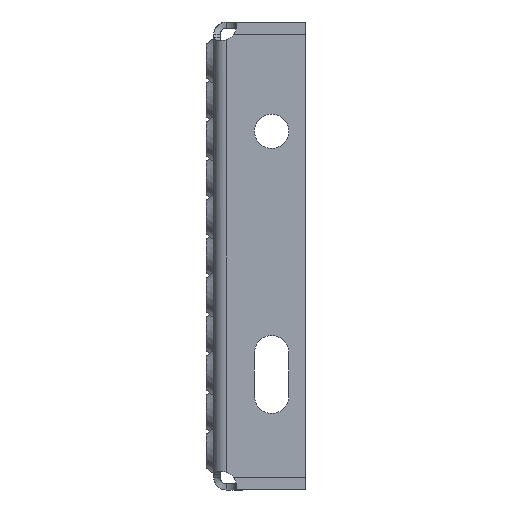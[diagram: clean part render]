
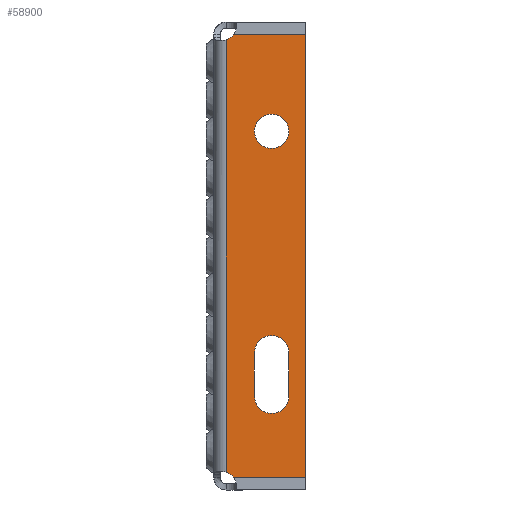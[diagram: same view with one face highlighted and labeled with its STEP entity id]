
A CAD part, left-side view. The second image highlights one B-rep face of the part: STEP entity #58900.
In plain terms, the highlighted planar face has unit normal (-1, 0, 0).
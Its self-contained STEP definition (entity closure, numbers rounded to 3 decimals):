
#732 = CARTESIAN_POINT ( 'NONE',  ( -200., -18.498, -45. ) ) ;
#784 = ORIENTED_EDGE ( 'NONE', *, *, #34076, .F. ) ;
#830 = CARTESIAN_POINT ( 'NONE',  ( -200., -6.288, 71. ) ) ;
#1728 = LINE ( 'NONE', #52130, #13184 ) ;
#2597 = CARTESIAN_POINT ( 'NONE',  ( -200., -4., -69.302 ) ) ;
#2742 = EDGE_CURVE ( 'NONE', #26417, #27011, #4297, .T. ) ;
#3647 = DIRECTION ( 'NONE',  ( 0., 0., 1. ) ) ;
#3730 = AXIS2_PLACEMENT_3D ( 'NONE', #36511, #7326, #41375 ) ;
#4297 = LINE ( 'NONE', #7206, #41632 ) ;
#5368 = CARTESIAN_POINT ( 'NONE',  ( -200., -12.998, -45. ) ) ;
#5448 = EDGE_CURVE ( 'NONE', #41182, #13845, #20014, .T. ) ;
#5661 = DIRECTION ( 'NONE',  ( 0., -1., 0. ) ) ;
#5685 = AXIS2_PLACEMENT_3D ( 'NONE', #54004, #24788, #58906 ) ;
#6709 = ORIENTED_EDGE ( 'NONE', *, *, #25189, .F. ) ;
#7206 = CARTESIAN_POINT ( 'NONE',  ( -200., -23.998, -74. ) ) ;
#7326 = DIRECTION ( 'NONE',  ( -1., 0., 0. ) ) ;
#7413 = DIRECTION ( 'NONE',  ( 0., 0., 1. ) ) ;
#9203 = CARTESIAN_POINT ( 'NONE',  ( -200., -18.498, 40. ) ) ;
#10334 = LINE ( 'NONE', #20975, #36259 ) ;
#10457 = DIRECTION ( 'NONE',  ( 0., 0., -1. ) ) ;
#10680 = CARTESIAN_POINT ( 'NONE',  ( -200., -23.998, -45. ) ) ;
#12907 = DIRECTION ( 'NONE',  ( 1., 0., 0. ) ) ;
#13184 = VECTOR ( 'NONE', #32712, 1000. ) ;
#13845 = VERTEX_POINT ( 'NONE', #45800 ) ;
#14098 = DIRECTION ( 'NONE',  ( 0., -1., 0. ) ) ;
#14412 = EDGE_CURVE ( 'NONE', #31429, #16881, #10334, .T. ) ;
#14588 = AXIS2_PLACEMENT_3D ( 'NONE', #732, #34846, #5661 ) ;
#16867 = CARTESIAN_POINT ( 'NONE',  ( -200., -2.288, -71. ) ) ;
#16881 = VERTEX_POINT ( 'NONE', #830 ) ;
#17064 = ORIENTED_EDGE ( 'NONE', *, *, #23703, .F. ) ;
#17556 = CARTESIAN_POINT ( 'NONE',  ( -200., -4., 69.302 ) ) ;
#18692 = AXIS2_PLACEMENT_3D ( 'NONE', #42412, #32839, #3647 ) ;
#19749 = CARTESIAN_POINT ( 'NONE',  ( -200., -29.498, -71. ) ) ;
#20014 = CIRCLE ( 'NONE', #46767, 5. ) ;
#20917 = EDGE_LOOP ( 'NONE', ( #37448, #52526, #17064, #784 ) ) ;
#20975 = CARTESIAN_POINT ( 'NONE',  ( -200., -2.288, 71. ) ) ;
#22203 = VERTEX_POINT ( 'NONE', #23467 ) ;
#23155 = FACE_BOUND ( 'NONE', #20917, .T. ) ;
#23467 = CARTESIAN_POINT ( 'NONE',  ( -200., -23.998, 40. ) ) ;
#23703 = EDGE_CURVE ( 'NONE', #31889, #26417, #45177, .T. ) ;
#24079 = EDGE_LOOP ( 'NONE', ( #6709, #35070, #27774, #42019, #35432, #30577 ) ) ;
#24788 = DIRECTION ( 'NONE',  ( -1., 0., 0. ) ) ;
#24802 = VECTOR ( 'NONE', #10457, 1000. ) ;
#25189 = EDGE_CURVE ( 'NONE', #41182, #47005, #60234, .T. ) ;
#25861 = DIRECTION ( 'NONE',  ( 0., 1., 0. ) ) ;
#26281 = CIRCLE ( 'NONE', #61526, 5. ) ;
#26417 = VERTEX_POINT ( 'NONE', #10680 ) ;
#27011 = VERTEX_POINT ( 'NONE', #29956 ) ;
#27774 = ORIENTED_EDGE ( 'NONE', *, *, #49028, .F. ) ;
#27932 = CARTESIAN_POINT ( 'NONE',  ( -200., -12.998, 40. ) ) ;
#28400 = CARTESIAN_POINT ( 'NONE',  ( -200., -2.288, 74. ) ) ;
#29425 = EDGE_LOOP ( 'NONE', ( #42790, #30108 ) ) ;
#29956 = CARTESIAN_POINT ( 'NONE',  ( -200., -23.998, -31. ) ) ;
#30108 = ORIENTED_EDGE ( 'NONE', *, *, #51002, .F. ) ;
#30577 = ORIENTED_EDGE ( 'NONE', *, *, #58342, .T. ) ;
#31300 = VERTEX_POINT ( 'NONE', #19749 ) ;
#31429 = VERTEX_POINT ( 'NONE', #40586 ) ;
#31889 = VERTEX_POINT ( 'NONE', #5368 ) ;
#32712 = DIRECTION ( 'NONE',  ( 0., 0., 1. ) ) ;
#32839 = DIRECTION ( 'NONE',  ( -1., 0., 0. ) ) ;
#33343 = DIRECTION ( 'NONE',  ( 0., 0., 1. ) ) ;
#34076 = EDGE_CURVE ( 'NONE', #41596, #31889, #39305, .T. ) ;
#34846 = DIRECTION ( 'NONE',  ( -1., 0., 0. ) ) ;
#35070 = ORIENTED_EDGE ( 'NONE', *, *, #5448, .T. ) ;
#35432 = ORIENTED_EDGE ( 'NONE', *, *, #14412, .T. ) ;
#36259 = VECTOR ( 'NONE', #25861, 1000. ) ;
#36511 = CARTESIAN_POINT ( 'NONE',  ( -200., -18.498, -31. ) ) ;
#37448 = ORIENTED_EDGE ( 'NONE', *, *, #62215, .F. ) ;
#38044 = CARTESIAN_POINT ( 'NONE',  ( -200., -4., -74. ) ) ;
#39168 = FACE_OUTER_BOUND ( 'NONE', #24079, .T. ) ;
#39305 = LINE ( 'NONE', #39621, #24802 ) ;
#39621 = CARTESIAN_POINT ( 'NONE',  ( -200., -12.998, -74. ) ) ;
#40586 = CARTESIAN_POINT ( 'NONE',  ( -200., -29.498, 71. ) ) ;
#41182 = VERTEX_POINT ( 'NONE', #2597 ) ;
#41375 = DIRECTION ( 'NONE',  ( 0., -1., 0. ) ) ;
#41596 = VERTEX_POINT ( 'NONE', #58767 ) ;
#41632 = VECTOR ( 'NONE', #7413, 1000. ) ;
#42019 = ORIENTED_EDGE ( 'NONE', *, *, #44413, .T. ) ;
#42052 = CARTESIAN_POINT ( 'NONE',  ( -200., -2.288, -74. ) ) ;
#42412 = CARTESIAN_POINT ( 'NONE',  ( -200., -2.288, -74. ) ) ;
#42790 = ORIENTED_EDGE ( 'NONE', *, *, #52632, .F. ) ;
#42934 = DIRECTION ( 'NONE',  ( 0., 0., 1. ) ) ;
#43272 = DIRECTION ( 'NONE',  ( -1., 0., 0. ) ) ;
#44413 = EDGE_CURVE ( 'NONE', #31300, #31429, #1728, .T. ) ;
#45177 = CIRCLE ( 'NONE', #14588, 5.5 ) ;
#45611 = CIRCLE ( 'NONE', #57187, 5.5 ) ;
#45800 = CARTESIAN_POINT ( 'NONE',  ( -200., -6.288, -71. ) ) ;
#45960 = VECTOR ( 'NONE', #46039, 1000. ) ;
#46039 = DIRECTION ( 'NONE',  ( 0., 1., 0. ) ) ;
#46767 = AXIS2_PLACEMENT_3D ( 'NONE', #42052, #12907, #46982 ) ;
#46982 = DIRECTION ( 'NONE',  ( 0., 0., 1. ) ) ;
#47005 = VERTEX_POINT ( 'NONE', #17556 ) ;
#48766 = VECTOR ( 'NONE', #42934, 1000. ) ;
#49028 = EDGE_CURVE ( 'NONE', #31300, #13845, #60446, .T. ) ;
#51002 = EDGE_CURVE ( 'NONE', #22203, #51423, #56451, .T. ) ;
#51423 = VERTEX_POINT ( 'NONE', #27932 ) ;
#52130 = CARTESIAN_POINT ( 'NONE',  ( -200., -29.498, -75. ) ) ;
#52247 = PLANE ( 'NONE',  #18692 ) ;
#52526 = ORIENTED_EDGE ( 'NONE', *, *, #2742, .F. ) ;
#52632 = EDGE_CURVE ( 'NONE', #51423, #22203, #45611, .T. ) ;
#53333 = CIRCLE ( 'NONE', #3730, 5.5 ) ;
#54004 = CARTESIAN_POINT ( 'NONE',  ( -200., -18.498, 40. ) ) ;
#56451 = CIRCLE ( 'NONE', #5685, 5.5 ) ;
#57187 = AXIS2_PLACEMENT_3D ( 'NONE', #9203, #43272, #14098 ) ;
#58342 = EDGE_CURVE ( 'NONE', #16881, #47005, #26281, .T. ) ;
#58767 = CARTESIAN_POINT ( 'NONE',  ( -200., -12.998, -31. ) ) ;
#58900 = ADVANCED_FACE ( 'NONE', ( #23155, #62078, #39168 ), #52247, .T. ) ;
#58906 = DIRECTION ( 'NONE',  ( 0., -1., 0. ) ) ;
#60234 = LINE ( 'NONE', #38044, #48766 ) ;
#60446 = LINE ( 'NONE', #16867, #45960 ) ;
#61526 = AXIS2_PLACEMENT_3D ( 'NONE', #28400, #62552, #33343 ) ;
#62078 = FACE_BOUND ( 'NONE', #29425, .T. ) ;
#62215 = EDGE_CURVE ( 'NONE', #27011, #41596, #53333, .T. ) ;
#62552 = DIRECTION ( 'NONE',  ( 1., 0., 0. ) ) ;
